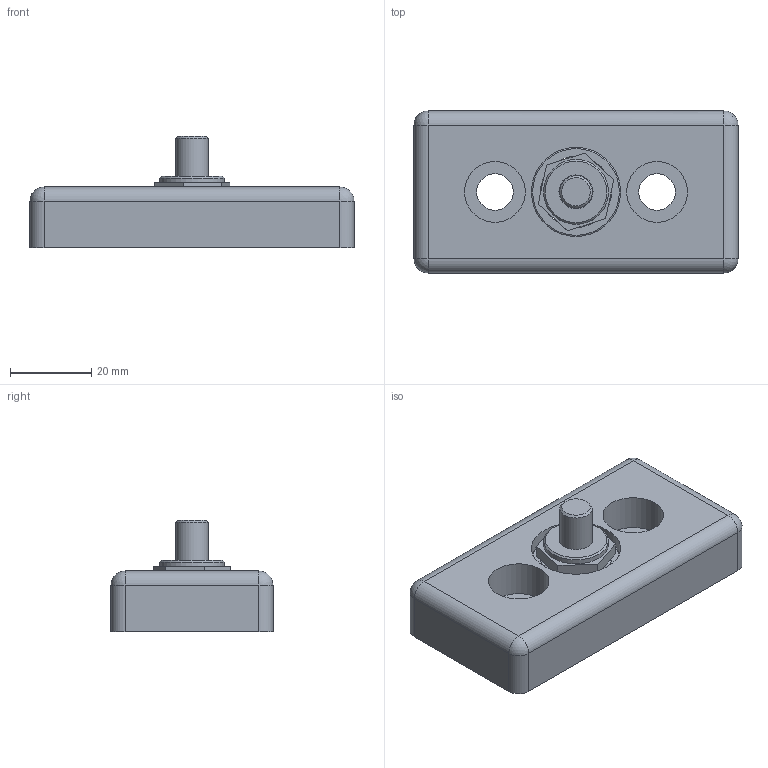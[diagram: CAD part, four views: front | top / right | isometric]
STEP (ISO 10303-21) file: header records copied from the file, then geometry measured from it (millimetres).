
FILE_DESCRIPTION((''),'2;1');
FILE_NAME('SZ3500V_A.stp','2013-08-30T09:25:18',('janine behrens'),(''),'Autodesk Inventor 2012','Autodesk Inventor 2012','');
FILE_SCHEMA(('AUTOMOTIVE_DESIGN { 1 0 10303 214 1 1 1 1 }'));
Length unit declared in the file: millimetre
Products named in the file (5): SZ3500V_A; ME2803500_A; MK2300041_A; ME2800808_A; DK0125080000_A
Assembly tree (4 placements, depth 2):
  SZ3500V_A
    ME2803500_A
    MK2300041_A
    ME2800808_A
    DK0125080000_A
Bounding box: 80 x 40 x 27.5 mm (x, y, z)
Volume: 41750.7 mm3; surface area: 14575.2 mm2
Topology: 4 solids, 4 shells, 80 faces, 212 edges, 135 vertices
Faces by surface type: plane 26, cylinder 25, torus 16, sphere 10, cone 3
Full cylindrical faces by diameter (mm): 8 x3, 8.4 x1, 9 x2, 12.48 x2, 14 x1, 15 x2, 16 x1, 17.52 x2, 18 x1, 22 x2
Entity records: 2904 total; most frequent: CARTESIAN_POINT 1005, DIRECTION 370, ORIENTED_EDGE 326, AXIS2_PLACEMENT_3D 166, EDGE_CURVE 163, EDGE_LOOP 128, VERTEX_POINT 117, FACE_OUTER_BOUND 80
